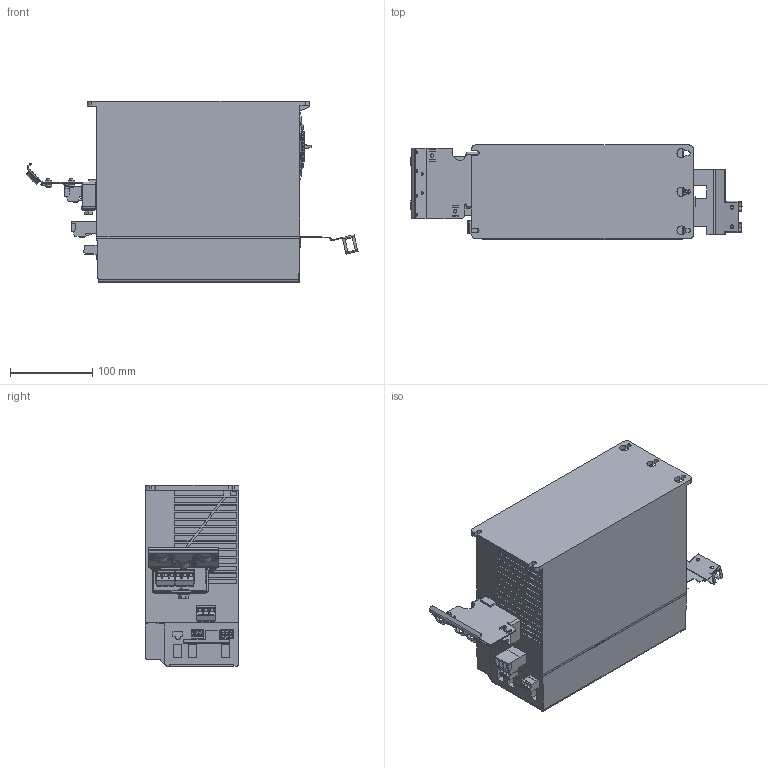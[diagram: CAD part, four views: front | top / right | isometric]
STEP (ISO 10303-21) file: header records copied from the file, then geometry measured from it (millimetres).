
FILE_DESCRIPTION((''),'2;1');
FILE_NAME('MCAD_FA03A_IP20','2022-01-17T11:04:13',('U333300'),('Danfoss Drives A/S'),'CREO PARAMETRIC BY PTC INC, 2019344','CREO PARAMETRIC BY PTC INC, 2019344','');
FILE_SCHEMA(('CONFIG_CONTROL_DESIGN','GEOMETRIC_VALIDATION_PROPERTIES_MIM'));
Products named in the file (1): MCAD_FA03A_IP20
Bounding box: 404.01 x 114.03 x 221.3 mm (x, y, z)
Volume: 6203055.5 mm3; surface area: 290616 mm2
Topology: 1 solids, 2 shells, 2033 faces, 5671 edges, 3745 vertices
Faces by surface type: plane 1393, cylinder 424, extrusion 109, cone 53, sphere 37, bspline 13, torus 4
Entity records: 80559 total; most frequent: CARTESIAN_POINT 14695, ORIENTED_EDGE 11332, DIRECTION 9886, EDGE_CURVE 5666, VECTOR 4100, LINE 3991, VERTEX_POINT 3745, AXIS2_PLACEMENT_3D 2893
